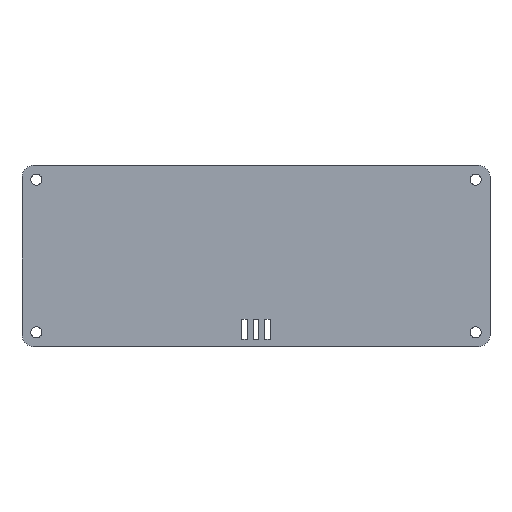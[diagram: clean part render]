
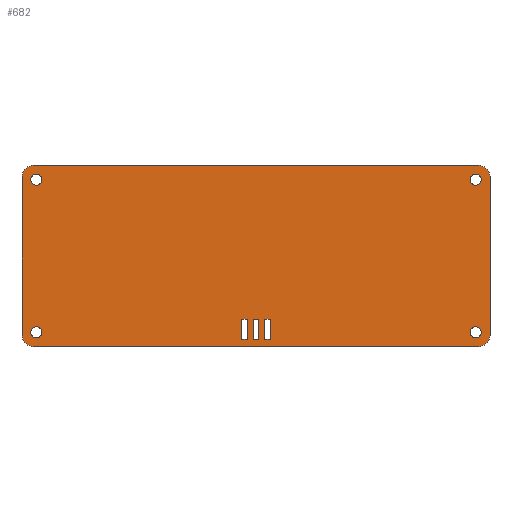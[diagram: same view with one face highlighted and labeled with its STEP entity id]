
A CAD part, top view. The second image highlights one B-rep face of the part: STEP entity #682.
In plain terms, the highlighted planar face has unit normal (0, 0, 1).
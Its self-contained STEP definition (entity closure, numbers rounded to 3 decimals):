
#32 = VERTEX_POINT('',#33);
#33 = CARTESIAN_POINT('',(-38.8,15.8,1.));
#39 = EDGE_CURVE('',#32,#40,#42,.T.);
#40 = VERTEX_POINT('',#41);
#41 = CARTESIAN_POINT('',(38.8,15.8,1.));
#42 = LINE('',#43,#44);
#43 = CARTESIAN_POINT('',(-40.8,15.8,1.));
#44 = VECTOR('',#45,1.);
#45 = DIRECTION('',(1.,0.,0.));
#638 = VERTEX_POINT('',#639);
#639 = CARTESIAN_POINT('',(-40.8,13.8,1.));
#645 = EDGE_CURVE('',#32,#638,#646,.T.);
#646 = CIRCLE('',#647,2.);
#647 = AXIS2_PLACEMENT_3D('',#648,#649,#650);
#648 = CARTESIAN_POINT('',(-38.8,13.8,1.));
#649 = DIRECTION('',(0.,0.,1.));
#650 = DIRECTION('',(0.,-1.,0.));
#663 = VERTEX_POINT('',#664);
#664 = CARTESIAN_POINT('',(40.8,13.8,1.));
#670 = EDGE_CURVE('',#40,#663,#671,.T.);
#671 = CIRCLE('',#672,2.);
#672 = AXIS2_PLACEMENT_3D('',#673,#674,#675);
#673 = CARTESIAN_POINT('',(38.8,13.8,1.));
#674 = DIRECTION('',(0.,0.,-1.));
#675 = DIRECTION('',(0.,-1.,0.));
#682 = ADVANCED_FACE('',(#683,#728,#739,#773,#807,#841,#852,#863),#874,
  .T.);
#683 = FACE_BOUND('',#684,.T.);
#684 = EDGE_LOOP('',(#685,#686,#687,#695,#704,#712,#721,#727));
#685 = ORIENTED_EDGE('',*,*,#39,.F.);
#686 = ORIENTED_EDGE('',*,*,#645,.T.);
#687 = ORIENTED_EDGE('',*,*,#688,.F.);
#688 = EDGE_CURVE('',#689,#638,#691,.T.);
#689 = VERTEX_POINT('',#690);
#690 = CARTESIAN_POINT('',(-40.8,-13.8,1.));
#691 = LINE('',#692,#693);
#692 = CARTESIAN_POINT('',(-40.8,-15.8,1.));
#693 = VECTOR('',#694,1.);
#694 = DIRECTION('',(0.,1.,0.));
#695 = ORIENTED_EDGE('',*,*,#696,.T.);
#696 = EDGE_CURVE('',#689,#697,#699,.T.);
#697 = VERTEX_POINT('',#698);
#698 = CARTESIAN_POINT('',(-38.8,-15.8,1.));
#699 = CIRCLE('',#700,2.);
#700 = AXIS2_PLACEMENT_3D('',#701,#702,#703);
#701 = CARTESIAN_POINT('',(-38.8,-13.8,1.));
#702 = DIRECTION('',(0.,0.,1.));
#703 = DIRECTION('',(0.,-1.,0.));
#704 = ORIENTED_EDGE('',*,*,#705,.F.);
#705 = EDGE_CURVE('',#706,#697,#708,.T.);
#706 = VERTEX_POINT('',#707);
#707 = CARTESIAN_POINT('',(38.8,-15.8,1.));
#708 = LINE('',#709,#710);
#709 = CARTESIAN_POINT('',(40.8,-15.8,1.));
#710 = VECTOR('',#711,1.);
#711 = DIRECTION('',(-1.,0.,0.));
#712 = ORIENTED_EDGE('',*,*,#713,.F.);
#713 = EDGE_CURVE('',#714,#706,#716,.T.);
#714 = VERTEX_POINT('',#715);
#715 = CARTESIAN_POINT('',(40.8,-13.8,1.));
#716 = CIRCLE('',#717,2.);
#717 = AXIS2_PLACEMENT_3D('',#718,#719,#720);
#718 = CARTESIAN_POINT('',(38.8,-13.8,1.));
#719 = DIRECTION('',(0.,0.,-1.));
#720 = DIRECTION('',(0.,-1.,0.));
#721 = ORIENTED_EDGE('',*,*,#722,.F.);
#722 = EDGE_CURVE('',#663,#714,#723,.T.);
#723 = LINE('',#724,#725);
#724 = CARTESIAN_POINT('',(40.8,15.8,1.));
#725 = VECTOR('',#726,1.);
#726 = DIRECTION('',(0.,-1.,0.));
#727 = ORIENTED_EDGE('',*,*,#670,.F.);
#728 = FACE_BOUND('',#729,.T.);
#729 = EDGE_LOOP('',(#730));
#730 = ORIENTED_EDGE('',*,*,#731,.F.);
#731 = EDGE_CURVE('',#732,#732,#734,.T.);
#732 = VERTEX_POINT('',#733);
#733 = CARTESIAN_POINT('',(-37.335,-13.3,1.));
#734 = CIRCLE('',#735,0.965);
#735 = AXIS2_PLACEMENT_3D('',#736,#737,#738);
#736 = CARTESIAN_POINT('',(-38.3,-13.3,1.));
#737 = DIRECTION('',(0.,0.,1.));
#738 = DIRECTION('',(1.,0.,0.));
#739 = FACE_BOUND('',#740,.T.);
#740 = EDGE_LOOP('',(#741,#751,#759,#767));
#741 = ORIENTED_EDGE('',*,*,#742,.T.);
#742 = EDGE_CURVE('',#743,#745,#747,.T.);
#743 = VERTEX_POINT('',#744);
#744 = CARTESIAN_POINT('',(1.5,-11.,1.));
#745 = VERTEX_POINT('',#746);
#746 = CARTESIAN_POINT('',(2.5,-11.,1.));
#747 = LINE('',#748,#749);
#748 = CARTESIAN_POINT('',(1.5,-11.,1.));
#749 = VECTOR('',#750,1.);
#750 = DIRECTION('',(1.,0.,0.));
#751 = ORIENTED_EDGE('',*,*,#752,.T.);
#752 = EDGE_CURVE('',#745,#753,#755,.T.);
#753 = VERTEX_POINT('',#754);
#754 = CARTESIAN_POINT('',(2.5,-14.5,1.));
#755 = LINE('',#756,#757);
#756 = CARTESIAN_POINT('',(2.5,-11.,1.));
#757 = VECTOR('',#758,1.);
#758 = DIRECTION('',(0.,-1.,0.));
#759 = ORIENTED_EDGE('',*,*,#760,.T.);
#760 = EDGE_CURVE('',#753,#761,#763,.T.);
#761 = VERTEX_POINT('',#762);
#762 = CARTESIAN_POINT('',(1.5,-14.5,1.));
#763 = LINE('',#764,#765);
#764 = CARTESIAN_POINT('',(2.5,-14.5,1.));
#765 = VECTOR('',#766,1.);
#766 = DIRECTION('',(-1.,0.,0.));
#767 = ORIENTED_EDGE('',*,*,#768,.T.);
#768 = EDGE_CURVE('',#761,#743,#769,.T.);
#769 = LINE('',#770,#771);
#770 = CARTESIAN_POINT('',(1.5,-14.5,1.));
#771 = VECTOR('',#772,1.);
#772 = DIRECTION('',(0.,1.,0.));
#773 = FACE_BOUND('',#774,.T.);
#774 = EDGE_LOOP('',(#775,#785,#793,#801));
#775 = ORIENTED_EDGE('',*,*,#776,.T.);
#776 = EDGE_CURVE('',#777,#779,#781,.T.);
#777 = VERTEX_POINT('',#778);
#778 = CARTESIAN_POINT('',(0.5,-11.,1.));
#779 = VERTEX_POINT('',#780);
#780 = CARTESIAN_POINT('',(0.5,-14.5,1.));
#781 = LINE('',#782,#783);
#782 = CARTESIAN_POINT('',(0.5,-11.,1.));
#783 = VECTOR('',#784,1.);
#784 = DIRECTION('',(0.,-1.,0.));
#785 = ORIENTED_EDGE('',*,*,#786,.T.);
#786 = EDGE_CURVE('',#779,#787,#789,.T.);
#787 = VERTEX_POINT('',#788);
#788 = CARTESIAN_POINT('',(-0.5,-14.5,1.));
#789 = LINE('',#790,#791);
#790 = CARTESIAN_POINT('',(0.5,-14.5,1.));
#791 = VECTOR('',#792,1.);
#792 = DIRECTION('',(-1.,0.,0.));
#793 = ORIENTED_EDGE('',*,*,#794,.T.);
#794 = EDGE_CURVE('',#787,#795,#797,.T.);
#795 = VERTEX_POINT('',#796);
#796 = CARTESIAN_POINT('',(-0.5,-11.,1.));
#797 = LINE('',#798,#799);
#798 = CARTESIAN_POINT('',(-0.5,-14.5,1.));
#799 = VECTOR('',#800,1.);
#800 = DIRECTION('',(0.,1.,0.));
#801 = ORIENTED_EDGE('',*,*,#802,.T.);
#802 = EDGE_CURVE('',#795,#777,#803,.T.);
#803 = LINE('',#804,#805);
#804 = CARTESIAN_POINT('',(-0.5,-11.,1.));
#805 = VECTOR('',#806,1.);
#806 = DIRECTION('',(1.,0.,0.));
#807 = FACE_BOUND('',#808,.T.);
#808 = EDGE_LOOP('',(#809,#819,#827,#835));
#809 = ORIENTED_EDGE('',*,*,#810,.T.);
#810 = EDGE_CURVE('',#811,#813,#815,.T.);
#811 = VERTEX_POINT('',#812);
#812 = CARTESIAN_POINT('',(-2.5,-14.5,1.));
#813 = VERTEX_POINT('',#814);
#814 = CARTESIAN_POINT('',(-2.5,-11.,1.));
#815 = LINE('',#816,#817);
#816 = CARTESIAN_POINT('',(-2.5,-14.5,1.));
#817 = VECTOR('',#818,1.);
#818 = DIRECTION('',(0.,1.,0.));
#819 = ORIENTED_EDGE('',*,*,#820,.T.);
#820 = EDGE_CURVE('',#813,#821,#823,.T.);
#821 = VERTEX_POINT('',#822);
#822 = CARTESIAN_POINT('',(-1.5,-11.,1.));
#823 = LINE('',#824,#825);
#824 = CARTESIAN_POINT('',(-2.5,-11.,1.));
#825 = VECTOR('',#826,1.);
#826 = DIRECTION('',(1.,0.,0.));
#827 = ORIENTED_EDGE('',*,*,#828,.T.);
#828 = EDGE_CURVE('',#821,#829,#831,.T.);
#829 = VERTEX_POINT('',#830);
#830 = CARTESIAN_POINT('',(-1.5,-14.5,1.));
#831 = LINE('',#832,#833);
#832 = CARTESIAN_POINT('',(-1.5,-11.,1.));
#833 = VECTOR('',#834,1.);
#834 = DIRECTION('',(0.,-1.,0.));
#835 = ORIENTED_EDGE('',*,*,#836,.T.);
#836 = EDGE_CURVE('',#829,#811,#837,.T.);
#837 = LINE('',#838,#839);
#838 = CARTESIAN_POINT('',(-1.5,-14.5,1.));
#839 = VECTOR('',#840,1.);
#840 = DIRECTION('',(-1.,0.,0.));
#841 = FACE_BOUND('',#842,.T.);
#842 = EDGE_LOOP('',(#843));
#843 = ORIENTED_EDGE('',*,*,#844,.F.);
#844 = EDGE_CURVE('',#845,#845,#847,.T.);
#845 = VERTEX_POINT('',#846);
#846 = CARTESIAN_POINT('',(-37.335,13.3,1.));
#847 = CIRCLE('',#848,0.965);
#848 = AXIS2_PLACEMENT_3D('',#849,#850,#851);
#849 = CARTESIAN_POINT('',(-38.3,13.3,1.));
#850 = DIRECTION('',(0.,0.,1.));
#851 = DIRECTION('',(1.,0.,0.));
#852 = FACE_BOUND('',#853,.T.);
#853 = EDGE_LOOP('',(#854));
#854 = ORIENTED_EDGE('',*,*,#855,.F.);
#855 = EDGE_CURVE('',#856,#856,#858,.T.);
#856 = VERTEX_POINT('',#857);
#857 = CARTESIAN_POINT('',(39.265,13.3,1.));
#858 = CIRCLE('',#859,0.965);
#859 = AXIS2_PLACEMENT_3D('',#860,#861,#862);
#860 = CARTESIAN_POINT('',(38.3,13.3,1.));
#861 = DIRECTION('',(0.,0.,1.));
#862 = DIRECTION('',(1.,0.,0.));
#863 = FACE_BOUND('',#864,.T.);
#864 = EDGE_LOOP('',(#865));
#865 = ORIENTED_EDGE('',*,*,#866,.F.);
#866 = EDGE_CURVE('',#867,#867,#869,.T.);
#867 = VERTEX_POINT('',#868);
#868 = CARTESIAN_POINT('',(39.265,-13.3,1.));
#869 = CIRCLE('',#870,0.965);
#870 = AXIS2_PLACEMENT_3D('',#871,#872,#873);
#871 = CARTESIAN_POINT('',(38.3,-13.3,1.));
#872 = DIRECTION('',(0.,0.,1.));
#873 = DIRECTION('',(1.,0.,0.));
#874 = PLANE('',#875);
#875 = AXIS2_PLACEMENT_3D('',#876,#877,#878);
#876 = CARTESIAN_POINT('',(-40.8,15.8,1.));
#877 = DIRECTION('',(0.,0.,1.));
#878 = DIRECTION('',(1.,0.,0.));
